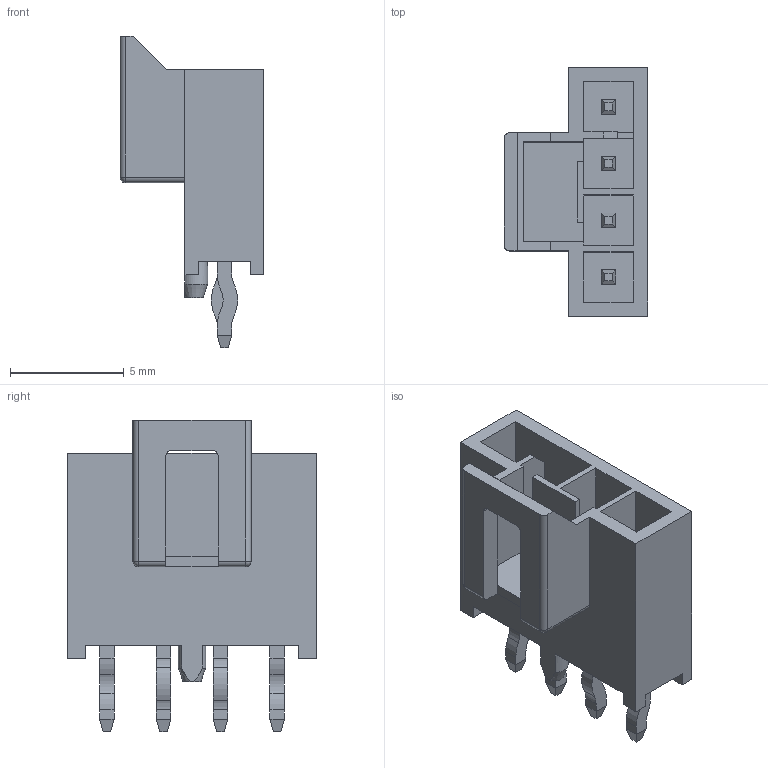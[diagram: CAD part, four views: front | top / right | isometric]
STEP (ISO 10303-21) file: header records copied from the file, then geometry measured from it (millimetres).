
FILE_DESCRIPTION(('FreeCAD Model'),'2;1');
FILE_NAME('Ot''s Kicad/0tsLibraries/3D Models working folder/SOLID.step','2018-10-30T18:00:55',('kicad StepUp'),('ksu MCAD'), 'Open CASCADE STEP processor 7.2','FreeCAD','Unknown');
FILE_SCHEMA(('AUTOMOTIVE_DESIGN { 1 0 10303 214 1 1 1 1 }'));
Length unit declared in the file: millimetre
Products named in the file (1): SOLID
Bounding box: 6.34 x 10.94 x 13.71 mm (x, y, z)
Volume: 241 mm3; surface area: 733.2 mm2
Topology: 1 solids, 1 shells, 175 faces, 458 edges, 292 vertices
Faces by surface type: plane 138, cylinder 33, sphere 2, cone 2
Entity records: 5326 total; most frequent: CARTESIAN_POINT 950, ORIENTED_EDGE 916, DIRECTION 877, EDGE_CURVE 458, LINE 387, VECTOR 387, VERTEX_POINT 292, AXIS2_PLACEMENT_3D 245
